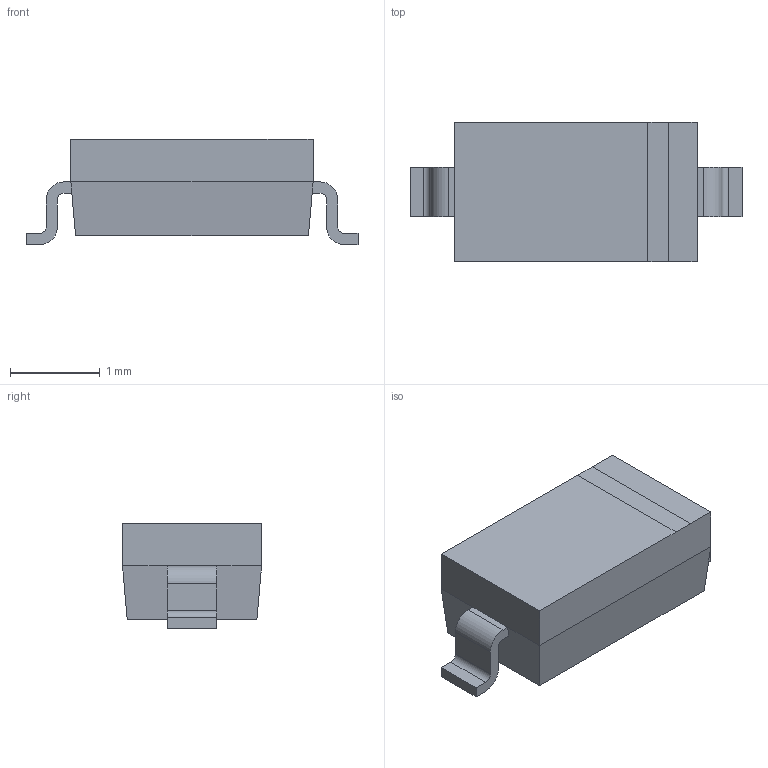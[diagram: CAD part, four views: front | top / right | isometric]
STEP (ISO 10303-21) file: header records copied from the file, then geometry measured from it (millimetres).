
FILE_DESCRIPTION (( 'STEP AP214' ), '1' );
FILE_NAME ('SOD-123_L2.7-W1.6-LS3.7-FD.step', '2022-07-29T07:46:58', ( '' ), ( '' ), 'SwSTEP 2.0', 'SolidWorks 2020', '' );
FILE_SCHEMA (( 'AUTOMOTIVE_DESIGN' ));
Length unit declared in the file: millimetre
Products named in the file (1): SOD-123_L2.7-W1.6-LS3.7-FD
Bounding box: 3.7 x 1.55 x 1.18 mm (x, y, z)
Volume: 4.5 mm3; surface area: 19.6 mm2
Topology: 1 solids, 1 shells, 262 faces, 715 edges, 474 vertices
Faces by surface type: plane 156, bspline 98, cylinder 8
Entity records: 11639 total; most frequent: CARTESIAN_POINT 2758, ORIENTED_EDGE 1430, DIRECTION 861, EDGE_CURVE 715, VECTOR 499, LINE 499, VERTEX_POINT 474, EDGE_LOOP 281
